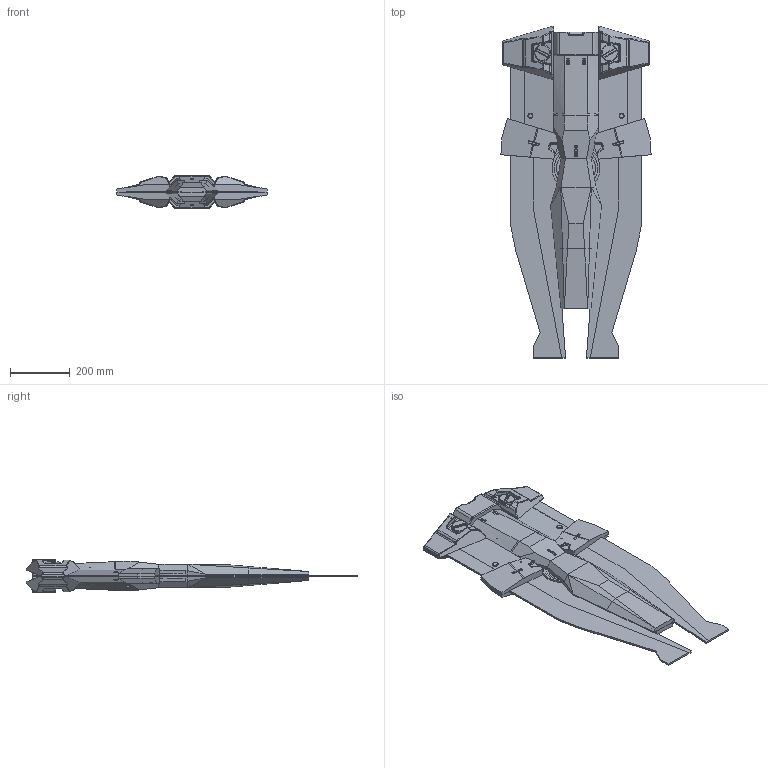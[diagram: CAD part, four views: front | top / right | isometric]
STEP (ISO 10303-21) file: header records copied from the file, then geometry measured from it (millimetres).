
FILE_DESCRIPTION(/* description */ (''),/* implementation_level */ '2;1');
FILE_NAME(/* name */ '',/* time_stamp */ '2025-09-06T10:44:22+09:00',/* author */ (''),/* organization */ (''),/* preprocessor_version */ 'ST-DEVELOPER v20.1',/* originating_system */ 'Autodesk Translation Framework v14.10.0.0',/* authorisation */ '');
FILE_SCHEMA (('AUTOMOTIVE_DESIGN { 1 0 10303 214 3 1 1 }'));
Length unit declared in the file: millimetre
Products named in the file (33): Shield; Component1; Component3; Component4; Component8; Component9; Component26; Component27; Component30; Component32; Component36; Component48; Component70; Component72; Component73; Component3(ミラー) (1); Component4(ミラー) (1); Component26(ミラー) (1); Component27(ミラー) (1); Component30(ミラー) (1); Component32(ミラー) (1); Component4(ミラー) (2); Component26(ミラー) (2); Component27(ミラー) (2); Component36(ミラー); Component4(ミラー) (1)(ミラー); Component9(ミラー)(ミラー); Component30(ミラー) (1)(ミラー); Component8(ミラー); Component26(ミラー) (2)(ミラー); Component27(ミラー) (2)(ミラー); Component30(ミラー) (1)(ミラー)
(ミラー); Component70(ミラー)
Assembly tree (32 placements, depth 3):
  Shield
    Component1
      Component3
      Component4
    Component8
    Component9
    Component26
      Component27
    Component30
    Component32
    Component36
    Component48
    Component70
    Component72
    Component73
    Component3(ミラー) (1)
    Component4(ミラー) (1)
    Component26(ミラー) (1)
      Component27(ミラー) (1)
    Component30(ミラー) (1)
    Component32(ミラー) (1)
    Component4(ミラー) (2)
    Component26(ミラー) (2)
      Component27(ミラー) (2)
    Component36(ミラー)
    Component4(ミラー) (1)(ミラー)
    Component9(ミラー)(ミラー)
    Component30(ミラー) (1)(ミラー)
    Component8(ミラー)
    Component26(ミラー) (2)(ミラー)
      Component27(ミラー) (2)(ミラー)
    Component30(ミラー) (1)(ミラー)
(ミラー)
    Component70(ミラー)
Bounding box: 502.25 x 1110 x 110 mm (x, y, z)
Volume: 10818306.6 mm3; surface area: 1983932.7 mm2
Topology: 48 solids, 48 shells, 1646 faces, 3769 edges, 2314 vertices
Faces by surface type: plane 799, cylinder 575, bspline 136, torus 60, sphere 60, cone 16
Full cylindrical faces by diameter (mm): 3.2 x58, 3.3 x6, 4.9 x77, 6 x6, 6.3 x4, 6.5 x2, 7 x12, 16 x4, 17 x4, 21 x4, 54.2 x1, 55 x5
Entity records: 50285 total; most frequent: CARTESIAN_POINT 11378, DIRECTION 8229, ORIENTED_EDGE 7522, EDGE_CURVE 3761, AXIS2_PLACEMENT_3D 2957, LINE 2315, VECTOR 2315, VERTEX_POINT 2314
